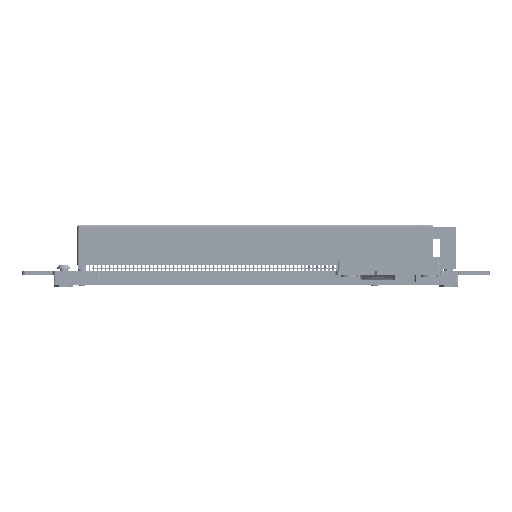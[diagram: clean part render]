
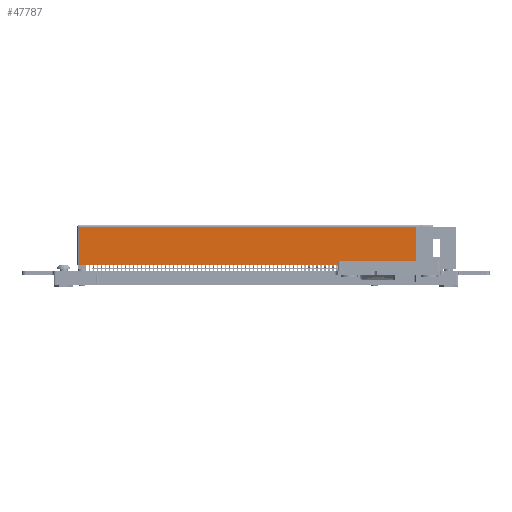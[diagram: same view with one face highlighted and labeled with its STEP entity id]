
A CAD part, front view. The second image highlights one B-rep face of the part: STEP entity #47787.
In plain terms, the highlighted face is planar.
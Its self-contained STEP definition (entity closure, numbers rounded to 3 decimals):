
#29409 = EDGE_CURVE('',#29410,#29412,#29414,.T.);
#29410 = VERTEX_POINT('',#29411);
#29411 = CARTESIAN_POINT('',(-3.7,0.,88.5));
#29412 = VERTEX_POINT('',#29413);
#29413 = CARTESIAN_POINT('',(-3.7,0.,0.5));
#29414 = LINE('',#29415,#29416);
#29415 = CARTESIAN_POINT('',(-3.7,0.,89.));
#29416 = VECTOR('',#29417,1.);
#29417 = DIRECTION('',(0.,0.,-1.));
#47787 = ADVANCED_FACE('',(#47788),#47845,.F.);
#47788 = FACE_BOUND('',#47789,.T.);
#47789 = EDGE_LOOP('',(#47790,#47791,#47799,#47807,#47815,#47823,#47831,
    #47839));
#47790 = ORIENTED_EDGE('',*,*,#29409,.F.);
#47791 = ORIENTED_EDGE('',*,*,#47792,.T.);
#47792 = EDGE_CURVE('',#29410,#47793,#47795,.T.);
#47793 = VERTEX_POINT('',#47794);
#47794 = CARTESIAN_POINT('',(-3.7,9.5,88.5));
#47795 = LINE('',#47796,#47797);
#47796 = CARTESIAN_POINT('',(-3.7,10.,88.5));
#47797 = VECTOR('',#47798,1.);
#47798 = DIRECTION('',(0.,1.,0.));
#47799 = ORIENTED_EDGE('',*,*,#47800,.T.);
#47800 = EDGE_CURVE('',#47793,#47801,#47803,.T.);
#47801 = VERTEX_POINT('',#47802);
#47802 = CARTESIAN_POINT('',(-3.7,9.5,86.3));
#47803 = LINE('',#47804,#47805);
#47804 = CARTESIAN_POINT('',(-3.7,9.5,89.));
#47805 = VECTOR('',#47806,1.);
#47806 = DIRECTION('',(0.,0.,-1.));
#47807 = ORIENTED_EDGE('',*,*,#47808,.F.);
#47808 = EDGE_CURVE('',#47809,#47801,#47811,.T.);
#47809 = VERTEX_POINT('',#47810);
#47810 = CARTESIAN_POINT('',(-3.7,5.25,86.3));
#47811 = LINE('',#47812,#47813);
#47812 = CARTESIAN_POINT('',(-3.7,4.469,86.3));
#47813 = VECTOR('',#47814,1.);
#47814 = DIRECTION('',(0.,1.,0.));
#47815 = ORIENTED_EDGE('',*,*,#47816,.T.);
#47816 = EDGE_CURVE('',#47809,#47817,#47819,.T.);
#47817 = VERTEX_POINT('',#47818);
#47818 = CARTESIAN_POINT('',(-3.7,5.25,85.7));
#47819 = LINE('',#47820,#47821);
#47820 = CARTESIAN_POINT('',(-3.7,5.25,85.7));
#47821 = VECTOR('',#47822,1.);
#47822 = DIRECTION('',(0.,0.,-1.));
#47823 = ORIENTED_EDGE('',*,*,#47824,.T.);
#47824 = EDGE_CURVE('',#47817,#47825,#47827,.T.);
#47825 = VERTEX_POINT('',#47826);
#47826 = CARTESIAN_POINT('',(-3.7,9.5,85.7));
#47827 = LINE('',#47828,#47829);
#47828 = CARTESIAN_POINT('',(-3.7,4.469,85.7));
#47829 = VECTOR('',#47830,1.);
#47830 = DIRECTION('',(0.,1.,0.));
#47831 = ORIENTED_EDGE('',*,*,#47832,.T.);
#47832 = EDGE_CURVE('',#47825,#47833,#47835,.T.);
#47833 = VERTEX_POINT('',#47834);
#47834 = CARTESIAN_POINT('',(-3.7,9.5,0.5));
#47835 = LINE('',#47836,#47837);
#47836 = CARTESIAN_POINT('',(-3.7,9.5,89.));
#47837 = VECTOR('',#47838,1.);
#47838 = DIRECTION('',(0.,0.,-1.));
#47839 = ORIENTED_EDGE('',*,*,#47840,.T.);
#47840 = EDGE_CURVE('',#47833,#29412,#47841,.T.);
#47841 = LINE('',#47842,#47843);
#47842 = CARTESIAN_POINT('',(-3.7,10.,0.5));
#47843 = VECTOR('',#47844,1.);
#47844 = DIRECTION('',(0.,-1.,0.));
#47845 = PLANE('',#47846);
#47846 = AXIS2_PLACEMENT_3D('',#47847,#47848,#47849);
#47847 = CARTESIAN_POINT('',(-3.7,10.,89.));
#47848 = DIRECTION('',(1.,0.,0.));
#47849 = DIRECTION('',(0.,1.,0.));
